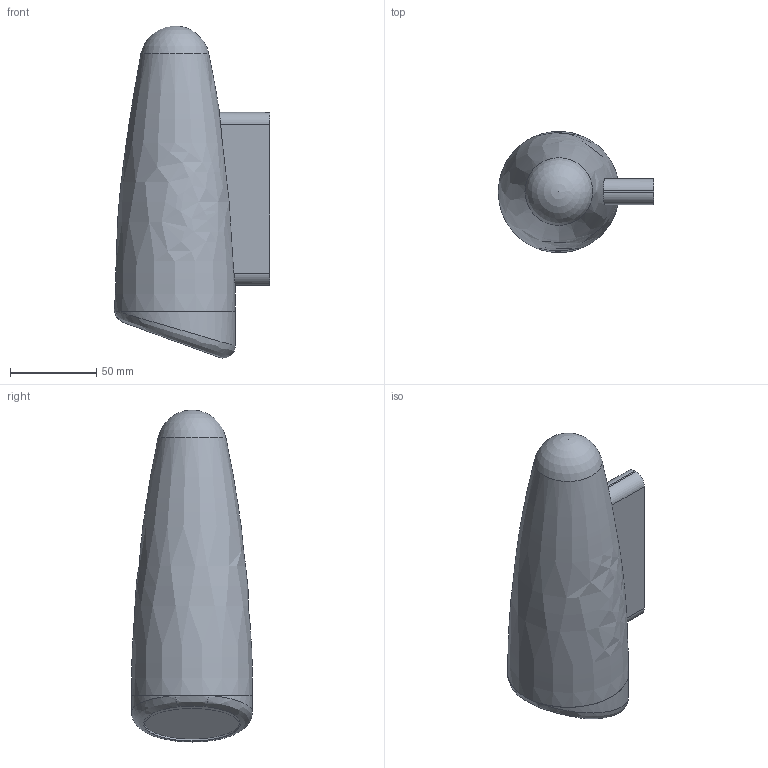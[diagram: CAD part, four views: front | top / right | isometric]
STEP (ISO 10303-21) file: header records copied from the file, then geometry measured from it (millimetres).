
FILE_DESCRIPTION(('FreeCAD Model'),'2;1');
FILE_NAME('Open CASCADE Shape Model','2025-01-20T11:38:16',(''),(''), 'Open CASCADE STEP processor 7.6','FreeCAD','Unknown');
FILE_SCHEMA(('AUTOMOTIVE_DESIGN { 1 0 10303 214 1 1 1 1 }'));
Length unit declared in the file: millimetre
Products named in the file (4): Part003; Тіло009; Тіло010; Тіло011
Assembly tree (3 placements, depth 2):
  Part003
    Тіло009
    Тіло010
    Тіло011
Bounding box: 89.85 x 70 x 191.99 mm (x, y, z)
Volume: 137676 mm3; surface area: 83586.4 mm2
Topology: 3 solids, 3 shells, 41 faces, 90 edges, 57 vertices
Faces by surface type: plane 20, cylinder 14, bspline 3, revolution 2, sphere 2
Full cylindrical faces by diameter (mm): 45 x1, 50 x1, 55 x2, 62 x1, 64 x1
Entity records: 1622 total; most frequent: CARTESIAN_POINT 645, DIRECTION 187, ORIENTED_EDGE 176, EDGE_CURVE 88, AXIS2_PLACEMENT_3D 76, VERTEX_POINT 57, FACE_BOUND 49, EDGE_LOOP 49
